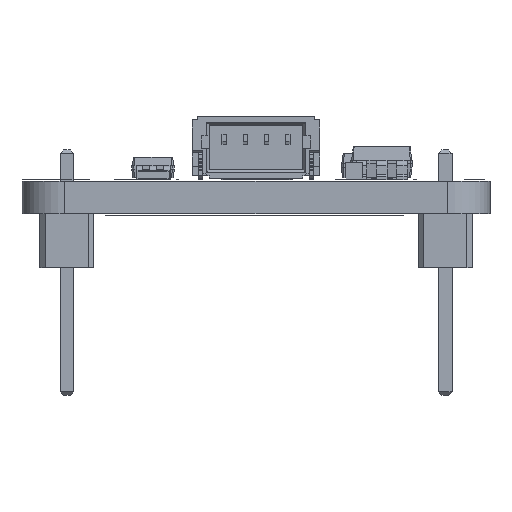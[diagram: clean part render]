
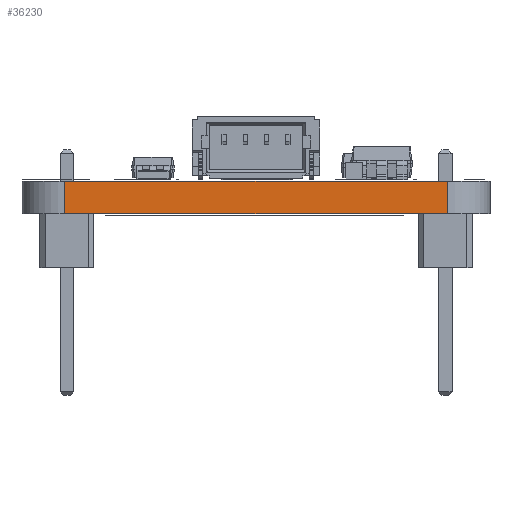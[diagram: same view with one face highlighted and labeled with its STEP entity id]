
A CAD part, left-side view. The second image highlights one B-rep face of the part: STEP entity #36230.
In plain terms, the highlighted planar face has unit normal (-1, 0, 0).
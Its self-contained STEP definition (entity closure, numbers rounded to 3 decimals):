
#35583 = VERTEX_POINT('',#35584);
#35584 = CARTESIAN_POINT('',(-11.002,9.,0.));
#35591 = EDGE_CURVE('',#35592,#35583,#35594,.T.);
#35592 = VERTEX_POINT('',#35593);
#35593 = CARTESIAN_POINT('',(-11.002,-9.,0.));
#35594 = LINE('',#35595,#35596);
#35595 = CARTESIAN_POINT('',(-11.002,-9.,0.));
#35596 = VECTOR('',#35597,1.);
#35597 = DIRECTION('',(0.,1.,0.));
#35893 = VERTEX_POINT('',#35894);
#35894 = CARTESIAN_POINT('',(-11.002,9.,1.51));
#35901 = EDGE_CURVE('',#35902,#35893,#35904,.T.);
#35902 = VERTEX_POINT('',#35903);
#35903 = CARTESIAN_POINT('',(-11.002,-9.,1.51));
#35904 = LINE('',#35905,#35906);
#35905 = CARTESIAN_POINT('',(-11.002,-9.,1.51));
#35906 = VECTOR('',#35907,1.);
#35907 = DIRECTION('',(0.,1.,0.));
#36200 = EDGE_CURVE('',#35583,#35893,#36201,.T.);
#36201 = LINE('',#36202,#36203);
#36202 = CARTESIAN_POINT('',(-11.002,9.,0.));
#36203 = VECTOR('',#36204,1.);
#36204 = DIRECTION('',(0.,0.,1.));
#36230 = ADVANCED_FACE('',(#36231),#36242,.T.);
#36231 = FACE_BOUND('',#36232,.T.);
#36232 = EDGE_LOOP('',(#36233,#36239,#36240,#36241));
#36233 = ORIENTED_EDGE('',*,*,#36234,.T.);
#36234 = EDGE_CURVE('',#35592,#35902,#36235,.T.);
#36235 = LINE('',#36236,#36237);
#36236 = CARTESIAN_POINT('',(-11.002,-9.,0.));
#36237 = VECTOR('',#36238,1.);
#36238 = DIRECTION('',(0.,0.,1.));
#36239 = ORIENTED_EDGE('',*,*,#35901,.T.);
#36240 = ORIENTED_EDGE('',*,*,#36200,.F.);
#36241 = ORIENTED_EDGE('',*,*,#35591,.F.);
#36242 = PLANE('',#36243);
#36243 = AXIS2_PLACEMENT_3D('',#36244,#36245,#36246);
#36244 = CARTESIAN_POINT('',(-11.002,-9.,0.));
#36245 = DIRECTION('',(-1.,0.,0.));
#36246 = DIRECTION('',(0.,1.,0.));
